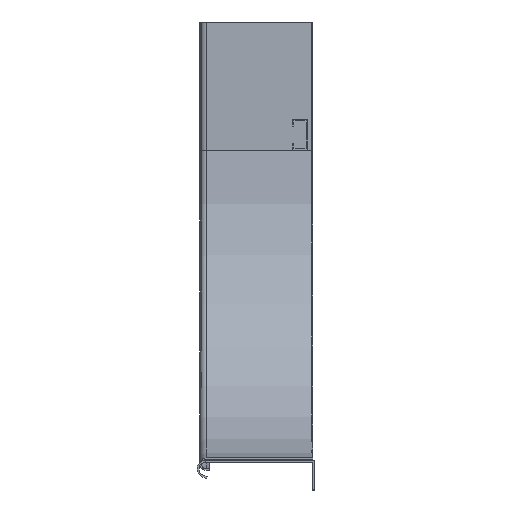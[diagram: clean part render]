
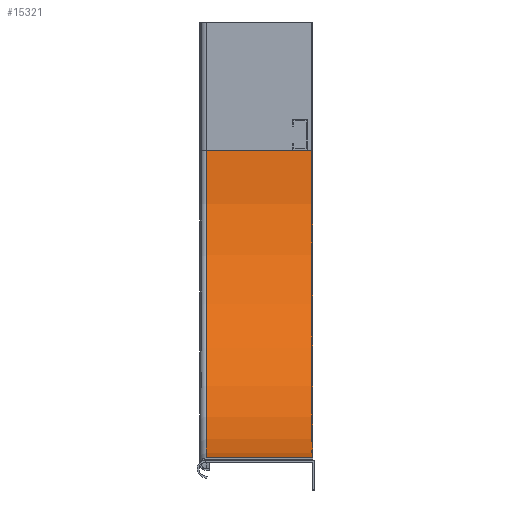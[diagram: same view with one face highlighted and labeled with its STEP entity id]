
A CAD part, left-side view. The second image highlights one B-rep face of the part: STEP entity #15321.
In plain terms, the highlighted cylindrical face has radius 300 mm (diameter 600 mm), a partial arc.
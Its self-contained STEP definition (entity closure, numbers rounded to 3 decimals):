
#592 = DIRECTION ( 'NONE',  ( 0., -1., 0. ) ) ;
#1050 = CARTESIAN_POINT ( 'NONE',  ( 0., 0., -125. ) ) ;
#1787 = CARTESIAN_POINT ( 'NONE',  ( 300., 0., -425. ) ) ;
#2094 = CARTESIAN_POINT ( 'NONE',  ( 300., 0., -125. ) ) ;
#2104 = EDGE_CURVE ( 'NONE', #17902, #13025, #14682, .T. ) ;
#2299 = CARTESIAN_POINT ( 'NONE',  ( 300., 0., -125. ) ) ;
#3526 = DIRECTION ( 'NONE',  ( 0., -1., 0. ) ) ;
#3726 = DIRECTION ( 'NONE',  ( 1., 0., 0. ) ) ;
#4173 = DIRECTION ( 'NONE',  ( 0., 1., 0. ) ) ;
#5232 = CIRCLE ( 'NONE', #9402, 300. ) ;
#6037 = VERTEX_POINT ( 'NONE', #1787 ) ;
#8447 = ORIENTED_EDGE ( 'NONE', *, *, #2104, .F. ) ;
#8690 = EDGE_LOOP ( 'NONE', ( #8447, #8940, #9429, #9811 ) ) ;
#8940 = ORIENTED_EDGE ( 'NONE', *, *, #9405, .T. ) ;
#9125 = CARTESIAN_POINT ( 'NONE',  ( 300., 104., -125. ) ) ;
#9402 = AXIS2_PLACEMENT_3D ( 'NONE', #9125, #592, #10542 ) ;
#9405 = EDGE_CURVE ( 'NONE', #17902, #6037, #15297, .T. ) ;
#9429 = ORIENTED_EDGE ( 'NONE', *, *, #10229, .T. ) ;
#9811 = ORIENTED_EDGE ( 'NONE', *, *, #11039, .F. ) ;
#10229 = EDGE_CURVE ( 'NONE', #6037, #12028, #10352, .T. ) ;
#10352 = LINE ( 'NONE', #14111, #10367 ) ;
#10367 = VECTOR ( 'NONE', #15547, 1000. ) ;
#10542 = DIRECTION ( 'NONE',  ( 0., 0., -1. ) ) ;
#10841 = CARTESIAN_POINT ( 'NONE',  ( 0., 104., -125. ) ) ;
#11039 = EDGE_CURVE ( 'NONE', #13025, #12028, #5232, .T. ) ;
#12028 = VERTEX_POINT ( 'NONE', #18295 ) ;
#12256 = DIRECTION ( 'NONE',  ( 0., -1., 0. ) ) ;
#12425 = CYLINDRICAL_SURFACE ( 'NONE', #13233, 300. ) ;
#12651 = AXIS2_PLACEMENT_3D ( 'NONE', #2299, #12256, #3726 ) ;
#12846 = FACE_OUTER_BOUND ( 'NONE', #8690, .T. ) ;
#13025 = VERTEX_POINT ( 'NONE', #10841 ) ;
#13113 = VECTOR ( 'NONE', #4173, 1000. ) ;
#13233 = AXIS2_PLACEMENT_3D ( 'NONE', #2094, #3526, #14848 ) ;
#14111 = CARTESIAN_POINT ( 'NONE',  ( 300., 2.5, -425. ) ) ;
#14682 = LINE ( 'NONE', #15002, #13113 ) ;
#14848 = DIRECTION ( 'NONE',  ( 0., 0., -1. ) ) ;
#15002 = CARTESIAN_POINT ( 'NONE',  ( 0., 2.5, -125. ) ) ;
#15297 = CIRCLE ( 'NONE', #12651, 300. ) ;
#15321 = ADVANCED_FACE ( 'NONE', ( #12846 ), #12425, .F. ) ;
#15547 = DIRECTION ( 'NONE',  ( 0., 1., 0. ) ) ;
#17902 = VERTEX_POINT ( 'NONE', #1050 ) ;
#18295 = CARTESIAN_POINT ( 'NONE',  ( 300., 104., -425. ) ) ;
